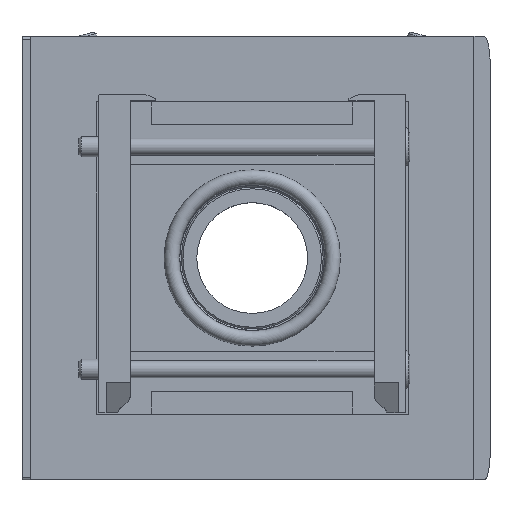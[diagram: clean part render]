
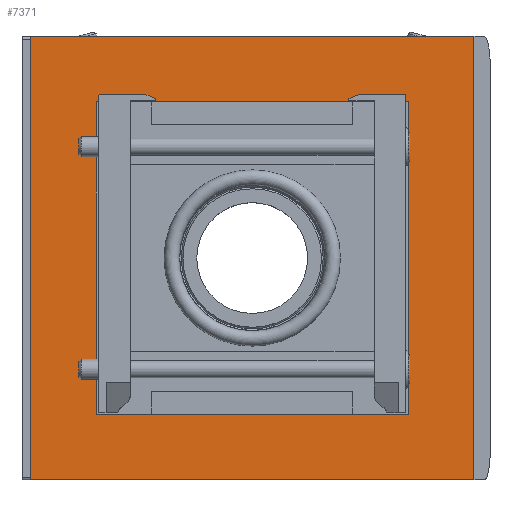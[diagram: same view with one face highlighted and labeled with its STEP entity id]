
A CAD part, top view. The second image highlights one B-rep face of the part: STEP entity #7371.
In plain terms, the highlighted planar face has unit normal (0, 0, 1).
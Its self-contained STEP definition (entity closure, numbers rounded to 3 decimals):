
#463=LINE('',#12185,#1127);
#468=LINE('',#12195,#1132);
#534=LINE('',#12382,#1198);
#536=LINE('',#12386,#1200);
#537=LINE('',#12387,#1201);
#538=LINE('',#12388,#1202);
#539=LINE('',#12390,#1203);
#540=LINE('',#12392,#1204);
#1127=VECTOR('',#9887,1000.);
#1132=VECTOR('',#9894,1000.);
#1198=VECTOR('',#10044,1000.);
#1200=VECTOR('',#10048,1000.);
#1201=VECTOR('',#10049,1000.);
#1202=VECTOR('',#10050,1000.);
#1203=VECTOR('',#10051,1000.);
#1204=VECTOR('',#10052,1000.);
#1939=ORIENTED_EDGE('',*,*,#4005,.T.);
#1940=ORIENTED_EDGE('',*,*,#3908,.T.);
#1941=ORIENTED_EDGE('',*,*,#4006,.F.);
#1942=ORIENTED_EDGE('',*,*,#3903,.F.);
#1943=ORIENTED_EDGE('',*,*,#4007,.T.);
#1944=ORIENTED_EDGE('',*,*,#4008,.F.);
#1945=ORIENTED_EDGE('',*,*,#4009,.F.);
#1946=ORIENTED_EDGE('',*,*,#4003,.T.);
#3903=EDGE_CURVE('',#4941,#4942,#463,.T.);
#3908=EDGE_CURVE('',#4946,#4945,#468,.T.);
#4003=EDGE_CURVE('',#5025,#5024,#534,.T.);
#4005=EDGE_CURVE('',#4941,#4946,#536,.T.);
#4006=EDGE_CURVE('',#4942,#4945,#537,.T.);
#4007=EDGE_CURVE('',#5024,#5026,#538,.T.);
#4008=EDGE_CURVE('',#5027,#5026,#539,.T.);
#4009=EDGE_CURVE('',#5025,#5027,#540,.T.);
#4941=VERTEX_POINT('',#12184);
#4942=VERTEX_POINT('',#12186);
#4945=VERTEX_POINT('',#12194);
#4946=VERTEX_POINT('',#12196);
#5024=VERTEX_POINT('',#12381);
#5025=VERTEX_POINT('',#12383);
#5026=VERTEX_POINT('',#12389);
#5027=VERTEX_POINT('',#12391);
#5903=EDGE_LOOP('',(#1939,#1940,#1941,#1942));
#5904=EDGE_LOOP('',(#1943,#1944,#1945,#1946));
#6503=FACE_BOUND('',#5903,.T.);
#6504=FACE_BOUND('',#5904,.T.);
#7093=PLANE('',#9039);
#7371=ADVANCED_FACE('',(#6503,#6504),#7093,.F.);
#9039=AXIS2_PLACEMENT_3D('',#12385,#10046,#10047);
#9887=DIRECTION('',(-1.,0.,0.));
#9894=DIRECTION('',(-1.,0.,0.));
#10044=DIRECTION('',(0.,-1.,0.));
#10046=DIRECTION('',(0.,0.,-1.));
#10047=DIRECTION('',(-1.,0.,0.));
#10048=DIRECTION('',(0.,-1.,0.));
#10049=DIRECTION('',(0.,-1.,0.));
#10050=DIRECTION('',(1.,0.,0.));
#10051=DIRECTION('',(0.,-1.,0.));
#10052=DIRECTION('',(1.,0.,0.));
#12184=CARTESIAN_POINT('',(31.,31.,10.));
#12185=CARTESIAN_POINT('',(31.,31.,10.));
#12186=CARTESIAN_POINT('',(-31.,31.,10.));
#12194=CARTESIAN_POINT('',(-31.,-31.,10.));
#12195=CARTESIAN_POINT('',(31.,-31.,10.));
#12196=CARTESIAN_POINT('',(31.,-31.,10.));
#12381=CARTESIAN_POINT('',(-44.,-44.,10.));
#12382=CARTESIAN_POINT('',(-44.,44.,10.));
#12383=CARTESIAN_POINT('',(-44.,44.,10.));
#12385=CARTESIAN_POINT('',(-44.,44.,10.));
#12386=CARTESIAN_POINT('',(31.,31.,10.));
#12387=CARTESIAN_POINT('',(-31.,31.,10.));
#12388=CARTESIAN_POINT('',(-44.,-44.,10.));
#12389=CARTESIAN_POINT('',(44.,-44.,10.));
#12390=CARTESIAN_POINT('',(44.,44.,10.));
#12391=CARTESIAN_POINT('',(44.,44.,10.));
#12392=CARTESIAN_POINT('',(-44.,44.,10.));
